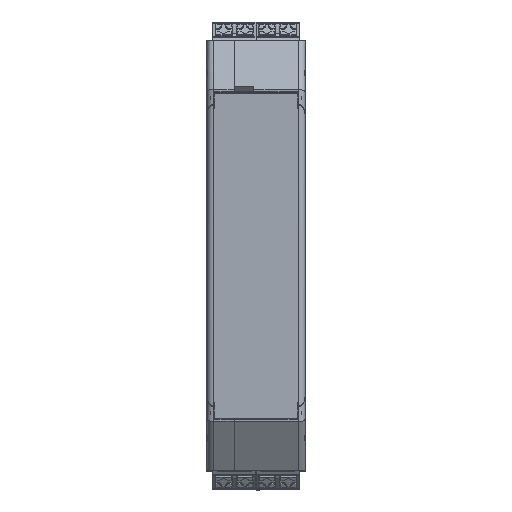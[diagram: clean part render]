
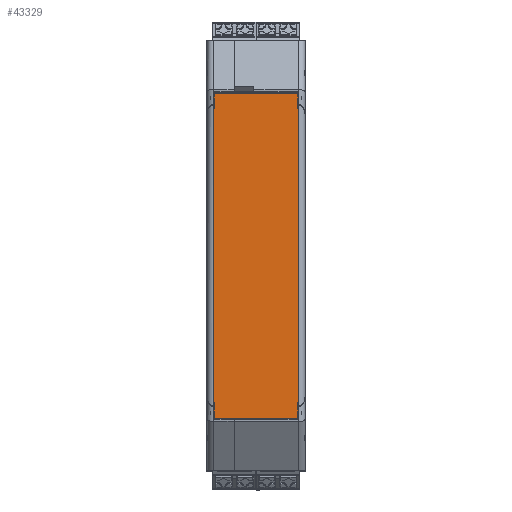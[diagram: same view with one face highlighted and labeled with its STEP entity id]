
A CAD part, top view. The second image highlights one B-rep face of the part: STEP entity #43329.
In plain terms, the highlighted face is planar.
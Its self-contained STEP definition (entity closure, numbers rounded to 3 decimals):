
#3443=VERTEX_POINT('',#61797);
#3444=VERTEX_POINT('',#61799);
#3462=VERTEX_POINT('',#61838);
#3468=VERTEX_POINT('',#61850);
#3475=VERTEX_POINT('',#61877);
#3477=VERTEX_POINT('',#61883);
#3483=VERTEX_POINT('',#61898);
#3484=VERTEX_POINT('',#61899);
#3485=VERTEX_POINT('',#61901);
#3486=VERTEX_POINT('',#61903);
#3487=VERTEX_POINT('',#61905);
#3488=VERTEX_POINT('',#61907);
#8217=VECTOR('',#50661,1.);
#8236=VECTOR('',#50693,1.);
#8247=VECTOR('',#50717,1.);
#8249=VECTOR('',#50723,1.);
#8254=VECTOR('',#50734,1.);
#8255=VECTOR('',#50735,1.);
#8256=VECTOR('',#50736,1.);
#8257=VECTOR('',#50737,1.);
#8258=VECTOR('',#50738,1.);
#8259=VECTOR('',#50739,1.);
#8260=VECTOR('',#50740,1.);
#8261=VECTOR('',#50741,1.);
#13872=LINE('',#61798,#8217);
#13891=LINE('',#61851,#8236);
#13902=LINE('',#61876,#8247);
#13904=LINE('',#61882,#8249);
#13909=LINE('',#61897,#8254);
#13910=LINE('',#61900,#8255);
#13911=LINE('',#61902,#8256);
#13912=LINE('',#61904,#8257);
#13913=LINE('',#61906,#8258);
#13914=LINE('',#61908,#8259);
#13915=LINE('',#61909,#8260);
#13916=LINE('',#61910,#8261);
#19779=EDGE_CURVE('',#3444,#3443,#13872,.T.);
#19804=EDGE_CURVE('',#3468,#3462,#13891,.T.);
#19818=EDGE_CURVE('',#3475,#3462,#13902,.T.);
#19821=EDGE_CURVE('',#3477,#3444,#13904,.T.);
#19828=EDGE_CURVE('',#3483,#3484,#13909,.T.);
#19829=EDGE_CURVE('',#3485,#3484,#13910,.T.);
#19830=EDGE_CURVE('',#3485,#3486,#13911,.T.);
#19831=EDGE_CURVE('',#3487,#3486,#13912,.T.);
#19832=EDGE_CURVE('',#3487,#3488,#13913,.T.);
#19833=EDGE_CURVE('',#3475,#3488,#13914,.T.);
#19834=EDGE_CURVE('',#3468,#3477,#13915,.T.);
#19835=EDGE_CURVE('',#3443,#3483,#13916,.T.);
#28510=ORIENTED_EDGE('',*,*,#19828,.T.);
#28511=ORIENTED_EDGE('',*,*,#19829,.F.);
#28512=ORIENTED_EDGE('',*,*,#19830,.T.);
#28513=ORIENTED_EDGE('',*,*,#19831,.F.);
#28514=ORIENTED_EDGE('',*,*,#19832,.T.);
#28515=ORIENTED_EDGE('',*,*,#19833,.F.);
#28516=ORIENTED_EDGE('',*,*,#19818,.T.);
#28517=ORIENTED_EDGE('',*,*,#19804,.F.);
#28518=ORIENTED_EDGE('',*,*,#19834,.T.);
#28519=ORIENTED_EDGE('',*,*,#19821,.T.);
#28520=ORIENTED_EDGE('',*,*,#19779,.T.);
#28521=ORIENTED_EDGE('',*,*,#19835,.T.);
#38291=EDGE_LOOP('',(#28510,#28511,#28512,#28513,#28514,#28515,#28516,#28517,
#28518,#28519,#28520,#28521));
#40821=FACE_BOUND('',#38291,.T.);
#43329=ADVANCED_FACE('',(#40821),#71731,.T.);
#45791=AXIS2_PLACEMENT_3D('',#61896,#50733,$);
#50661=DIRECTION('',(0.,0.,-1.));
#50693=DIRECTION('',(-1.,0.,0.));
#50717=DIRECTION('',(0.,0.,1.));
#50723=DIRECTION('',(1.,0.,0.));
#50733=DIRECTION('',(0.,1.,0.));
#50734=DIRECTION('',(0.,0.,-1.));
#50735=DIRECTION('',(1.,0.,0.));
#50736=DIRECTION('',(0.,0.,-1.));
#50737=DIRECTION('',(1.,0.,0.));
#50738=DIRECTION('',(0.,0.,1.));
#50739=DIRECTION('',(1.,0.,0.));
#50740=DIRECTION('',(0.,0.,1.));
#50741=DIRECTION('',(1.,0.,0.));
#61797=CARTESIAN_POINT('',(34.6,114.5,7.15));
#61798=CARTESIAN_POINT('',(34.6,114.5,8.8));
#61799=CARTESIAN_POINT('',(34.6,114.5,7.3));
#61838=CARTESIAN_POINT('',(-37.2,114.5,7.15));
#61850=CARTESIAN_POINT('',(-34.6,114.5,7.15));
#61851=CARTESIAN_POINT('',(-32.78,114.5,7.15));
#61876=CARTESIAN_POINT('',(-37.2,114.5,-7.25));
#61877=CARTESIAN_POINT('',(-37.2,114.5,-12.15));
#61882=CARTESIAN_POINT('',(-32.78,114.5,7.3));
#61883=CARTESIAN_POINT('',(-34.6,114.5,7.3));
#61896=CARTESIAN_POINT('',(-37.2,114.5,-10.772));
#61897=CARTESIAN_POINT('',(37.5,114.5,8.8));
#61898=CARTESIAN_POINT('',(37.5,114.5,7.15));
#61899=CARTESIAN_POINT('',(37.5,114.5,-12.15));
#61900=CARTESIAN_POINT('',(-32.78,114.5,-12.15));
#61901=CARTESIAN_POINT('',(34.6,114.5,-12.15));
#61902=CARTESIAN_POINT('',(34.6,114.5,8.8));
#61903=CARTESIAN_POINT('',(34.6,114.5,-12.3));
#61904=CARTESIAN_POINT('',(-32.78,114.5,-12.3));
#61905=CARTESIAN_POINT('',(-34.6,114.5,-12.3));
#61906=CARTESIAN_POINT('',(-34.6,114.5,8.8));
#61907=CARTESIAN_POINT('',(-34.6,114.5,-12.15));
#61908=CARTESIAN_POINT('',(-32.78,114.5,-12.15));
#61909=CARTESIAN_POINT('',(-34.6,114.5,8.8));
#61910=CARTESIAN_POINT('',(-32.78,114.5,7.15));
#71731=PLANE('',#45791);
